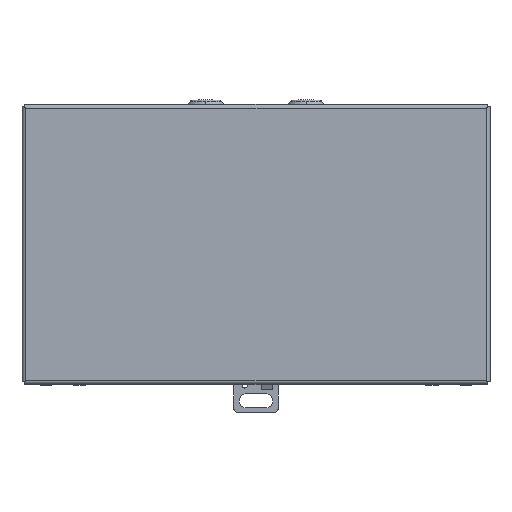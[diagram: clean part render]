
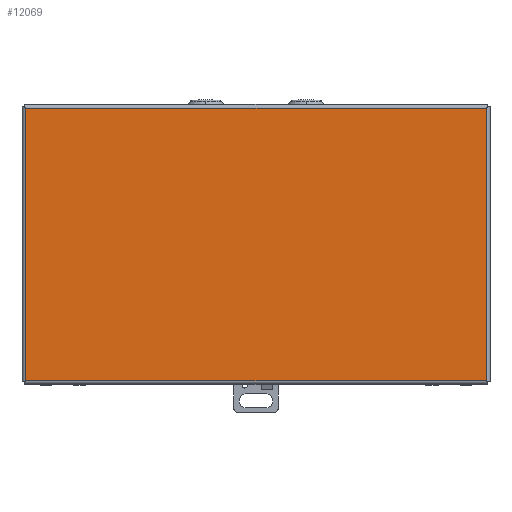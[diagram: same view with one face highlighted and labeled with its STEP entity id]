
A CAD part, top view. The second image highlights one B-rep face of the part: STEP entity #12069.
In plain terms, the highlighted planar face has unit normal (0, 0, 1).
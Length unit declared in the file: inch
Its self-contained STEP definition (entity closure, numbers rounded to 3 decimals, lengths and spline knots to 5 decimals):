
#321 = CARTESIAN_POINT ( 'NONE',  ( 5.1585, -6.135, 5.0285 ) ) ;
#856 = ORIENTED_EDGE ( 'NONE', *, *, #3968, .F. ) ;
#868 = VERTEX_POINT ( 'NONE', #13695 ) ;
#1034 = VERTEX_POINT ( 'NONE', #6254 ) ;
#1527 = CARTESIAN_POINT ( 'NONE',  ( -5.1585, -0.029, 5.0285 ) ) ;
#1785 = AXIS2_PLACEMENT_3D ( 'NONE', #13202, #2118, #5450 ) ;
#2118 = DIRECTION ( 'NONE',  ( 0., 0., 1. ) ) ;
#2224 = ORIENTED_EDGE ( 'NONE', *, *, #2570, .F. ) ;
#2570 = EDGE_CURVE ( 'NONE', #868, #1034, #12625, .T. ) ;
#2659 = DIRECTION ( 'NONE',  ( 1., 0., 0. ) ) ;
#2902 = DIRECTION ( 'NONE',  ( -1., 0., 0. ) ) ;
#3189 = VECTOR ( 'NONE', #13523, 39.37008 ) ;
#3968 = EDGE_CURVE ( 'NONE', #1034, #13569, #9894, .T. ) ;
#4161 = EDGE_CURVE ( 'NONE', #13569, #5053, #15110, .T. ) ;
#5053 = VERTEX_POINT ( 'NONE', #15041 ) ;
#5450 = DIRECTION ( 'NONE',  ( -1., 0., 0. ) ) ;
#6254 = CARTESIAN_POINT ( 'NONE',  ( 5.1585, -0.029, 5.0285 ) ) ;
#6428 = CARTESIAN_POINT ( 'NONE',  ( 5.1585, -6.135, 5.0285 ) ) ;
#6730 = VECTOR ( 'NONE', #10569, 39.37008 ) ;
#8271 = PLANE ( 'NONE',  #1785 ) ;
#9309 = VECTOR ( 'NONE', #2659, 39.37008 ) ;
#9894 = LINE ( 'NONE', #12395, #3189 ) ;
#10242 = CARTESIAN_POINT ( 'NONE',  ( -5.1585, -6.135, 5.0285 ) ) ;
#10569 = DIRECTION ( 'NONE',  ( 0., 1., 0. ) ) ;
#11235 = ORIENTED_EDGE ( 'NONE', *, *, #14417, .F. ) ;
#11950 = ORIENTED_EDGE ( 'NONE', *, *, #4161, .F. ) ;
#12069 = ADVANCED_FACE ( 'NONE', ( #14485 ), #8271, .T. ) ;
#12395 = CARTESIAN_POINT ( 'NONE',  ( 5.1585, -0.029, 5.0285 ) ) ;
#12625 = LINE ( 'NONE', #1527, #9309 ) ;
#13202 = CARTESIAN_POINT ( 'NONE',  ( 5.1585, -0.029, 5.0285 ) ) ;
#13523 = DIRECTION ( 'NONE',  ( 0., -1., 0. ) ) ;
#13569 = VERTEX_POINT ( 'NONE', #6428 ) ;
#13695 = CARTESIAN_POINT ( 'NONE',  ( -5.1585, -0.029, 5.0285 ) ) ;
#14024 = VECTOR ( 'NONE', #2902, 39.37008 ) ;
#14417 = EDGE_CURVE ( 'NONE', #5053, #868, #15233, .T. ) ;
#14485 = FACE_OUTER_BOUND ( 'NONE', #15553, .T. ) ;
#15041 = CARTESIAN_POINT ( 'NONE',  ( -5.1585, -6.135, 5.0285 ) ) ;
#15110 = LINE ( 'NONE', #321, #14024 ) ;
#15233 = LINE ( 'NONE', #10242, #6730 ) ;
#15553 = EDGE_LOOP ( 'NONE', ( #11235, #11950, #856, #2224 ) ) ;
